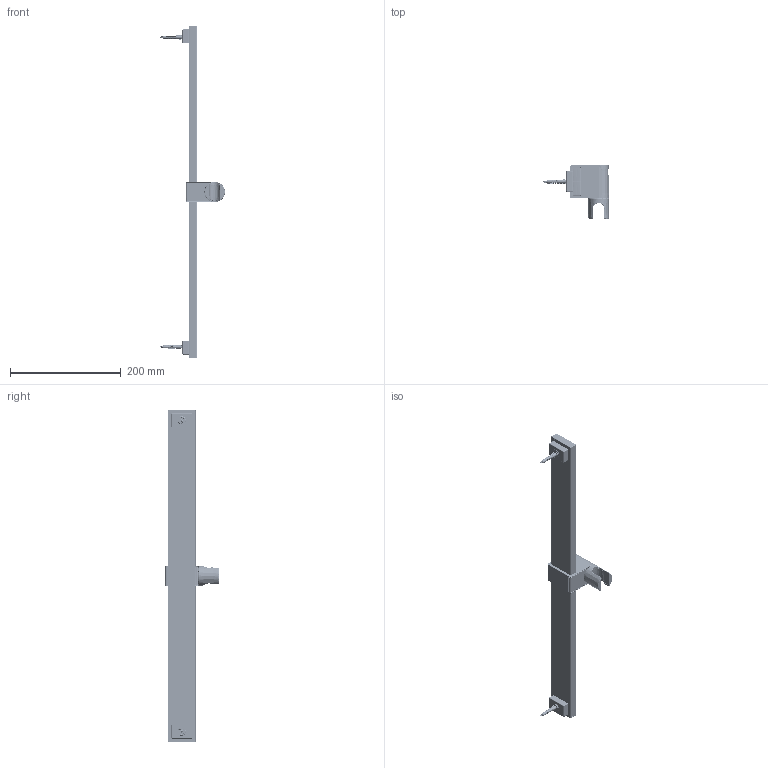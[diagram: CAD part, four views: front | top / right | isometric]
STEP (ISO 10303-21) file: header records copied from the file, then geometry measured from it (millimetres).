
FILE_DESCRIPTION(/* description */ ('Unknown'),/* implementation_level */ '2;1');
FILE_NAME(/* name */ '1016730000',/* time_stamp */ '2024-05-06T09:41:22+02:00',/* author */ ('Unknown'),/* organization */ ('GROHE AG'),/* preprocessor_version */ 'ST-DEVELOPER v16.7',/* originating_system */ 'DEX',/* authorisation */ $);
FILE_SCHEMA (('AUTOMOTIVE_DESIGN {1 0 10303 214 3 1 1}'));
Products named in the file (29): 1016730000; 1016730000_HALTER_BRS_HANDSHOWER_100346682; 1016730000_HALTER_BRS_HANDSHOWER_100346661; 1016730000_HALTER_BRS_HANDSHOWER_100346662; 1016730000_HALTER_BRS_HANDSHOWER_100346658; 1016730000_HALTER_BRS_HANDSHOWER_100346663; 1016730000_HALTER_BRS_HANDSHOWER_100346659; 1016730000_HALTER_BRS_HANDSHOWER_100346664; 1016730000_HALTER_BRS_HANDSHOWER_100346657; 1016730000_HALTER_BRS_HANDSHOWER_100346660; 1016730000_HALTER_BRS_HANDSHOWER_100346665; 1016730000_HALTER_BRS_HANDSHOWER_100346666; 1016730000_HALTER_BRS_HANDSHOWER_100346680; 1016730000_HALTER_BRS_HANDSHOWER_100346679; 1016730000_HALTER_BRS_HANDSHOWER_100346678; 1016730000_HALTER_BRS_HANDSHOWER_100346677; 1016730000_HALTER_BRS_HANDSHOWER_100346675; 1016730000_HALTER_BRS_HANDSHOWER_100346671; 1016730000_HALTER_BRS_HANDSHOWER_100346673; 1016730000_HALTER_BRS_HANDSHOWER_100346667; 1016730000_HALTER_BRS_HANDSHOWER_100346674; 1016730000_HALTER_BRS_HANDSHOWER_100346670; 1016730000_HALTER_BRS_HANDSHOWER_100346669; 1016730000_HALTER_BRS_HANDSHOWER_100346668; 1016730000_HALTER_BRS_HANDSHOWER_100346672; 1016730000_HALTER_BRS_HANDSHOWER_100346681; 1016730000_HALTER_BRS_HANDSHOWER_100346676; 08627031_SCHRAUBE_000645503; 09324031_DUEBEL_000663559
Assembly tree (46 placements, depth 3):
  1016730000
    1016730000_HALTER_BRS_HANDSHOWER_100346682
      1016730000_HALTER_BRS_HANDSHOWER_100346661
      1016730000_HALTER_BRS_HANDSHOWER_100346662  x2
      1016730000_HALTER_BRS_HANDSHOWER_100346658  x2
      1016730000_HALTER_BRS_HANDSHOWER_100346663  x8
      1016730000_HALTER_BRS_HANDSHOWER_100346659  x2
      1016730000_HALTER_BRS_HANDSHOWER_100346664  x4
      1016730000_HALTER_BRS_HANDSHOWER_100346657  x2
      1016730000_HALTER_BRS_HANDSHOWER_100346660  x2
      1016730000_HALTER_BRS_HANDSHOWER_100346665
      1016730000_HALTER_BRS_HANDSHOWER_100346666
      1016730000_HALTER_BRS_HANDSHOWER_100346680
      1016730000_HALTER_BRS_HANDSHOWER_100346679
      1016730000_HALTER_BRS_HANDSHOWER_100346678
      1016730000_HALTER_BRS_HANDSHOWER_100346677
      1016730000_HALTER_BRS_HANDSHOWER_100346675
      1016730000_HALTER_BRS_HANDSHOWER_100346671
      1016730000_HALTER_BRS_HANDSHOWER_100346673
      1016730000_HALTER_BRS_HANDSHOWER_100346667
      1016730000_HALTER_BRS_HANDSHOWER_100346674  x2
      1016730000_HALTER_BRS_HANDSHOWER_100346670
      1016730000_HALTER_BRS_HANDSHOWER_100346669
      1016730000_HALTER_BRS_HANDSHOWER_100346668
      1016730000_HALTER_BRS_HANDSHOWER_100346672
      1016730000_HALTER_BRS_HANDSHOWER_100346681
      1016730000_HALTER_BRS_HANDSHOWER_100346676
      08627031_SCHRAUBE_000645503  x2
      09324031_DUEBEL_000663559  x2
Bounding box: 118.84 x 97.2 x 600.4 mm (x, y, z)
Volume: 238515.3 mm3; surface area: 276225.2 mm2
Topology: 45 solids, 45 shells, 8449 faces, 19833 edges, 11499 vertices
Faces by surface type: cylinder 2623, plane 1889, bspline 1699, cone 855, torus 757, sphere 626
Full cylindrical faces by diameter (mm): 2 x1, 2.5 x8, 2.8 x19, 3 x10, 3.5 x8, 4 x2, 4.2 x4, 5 x4, 5.6 x10, 6 x2, 8 x2, 8.5 x1, 10 x2, 12 x2, 14 x1, 14.9 x2, 15 x2, 15.6 x2, 17.6 x4, 20 x2, 25.5 x1, 25.8 x1
Entity records: 285323 total; most frequent: CARTESIAN_POINT 125565, ORIENTED_EDGE 34400, DIRECTION 32054, EDGE_CURVE 17200, AXIS2_PLACEMENT_3D 13163, VERTEX_POINT 10021, FACE_BOUND 7817, EDGE_LOOP 7814
